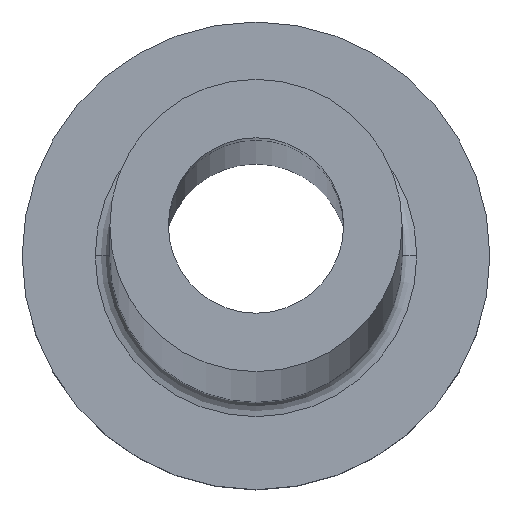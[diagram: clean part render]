
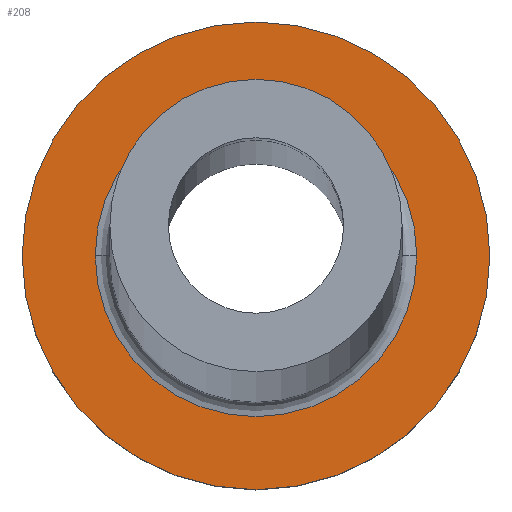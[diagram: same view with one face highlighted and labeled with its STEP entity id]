
A CAD part, top view. The second image highlights one B-rep face of the part: STEP entity #208.
In plain terms, the highlighted planar face has unit normal (0, 0, 1).
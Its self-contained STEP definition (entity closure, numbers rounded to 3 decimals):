
#6 = VERTEX_POINT ( 'NONE', #116 ) ;
#8 = ORIENTED_EDGE ( 'NONE', *, *, #35, .T. ) ;
#10 = CIRCLE ( 'NONE', #97, 8. ) ;
#25 = CIRCLE ( 'NONE', #146, 5.5 ) ;
#32 = CIRCLE ( 'NONE', #61, 5.5 ) ;
#33 = EDGE_LOOP ( 'NONE', ( #294, #263 ) ) ;
#35 = EDGE_CURVE ( 'NONE', #114, #390, #10, .T. ) ;
#52 = CARTESIAN_POINT ( 'NONE',  ( -8., 0., 5. ) ) ;
#54 = EDGE_CURVE ( 'NONE', #390, #114, #282, .T. ) ;
#61 = AXIS2_PLACEMENT_3D ( 'NONE', #381, #65, #349 ) ;
#65 = DIRECTION ( 'NONE',  ( 0., 0., -1. ) ) ;
#85 = CARTESIAN_POINT ( 'NONE',  ( 0., 0., 5. ) ) ;
#89 = AXIS2_PLACEMENT_3D ( 'NONE', #91, #409, #236 ) ;
#91 = CARTESIAN_POINT ( 'NONE',  ( 0., 0., 5. ) ) ;
#97 = AXIS2_PLACEMENT_3D ( 'NONE', #85, #362, #196 ) ;
#107 = DIRECTION ( 'NONE',  ( 0., 0., 1. ) ) ;
#114 = VERTEX_POINT ( 'NONE', #52 ) ;
#116 = CARTESIAN_POINT ( 'NONE',  ( -5.5, 0., 5. ) ) ;
#130 = FACE_OUTER_BOUND ( 'NONE', #288, .T. ) ;
#139 = CARTESIAN_POINT ( 'NONE',  ( 8., 0., 5. ) ) ;
#141 = ORIENTED_EDGE ( 'NONE', *, *, #54, .T. ) ;
#143 = VERTEX_POINT ( 'NONE', #245 ) ;
#146 = AXIS2_PLACEMENT_3D ( 'NONE', #315, #175, #346 ) ;
#175 = DIRECTION ( 'NONE',  ( 0., 0., -1. ) ) ;
#196 = DIRECTION ( 'NONE',  ( 1., 0., 0. ) ) ;
#208 = ADVANCED_FACE ( 'NONE', ( #444, #130 ), #307, .T. ) ;
#236 = DIRECTION ( 'NONE',  ( 1., 0., 0. ) ) ;
#245 = CARTESIAN_POINT ( 'NONE',  ( 5.5, 0., 5. ) ) ;
#263 = ORIENTED_EDGE ( 'NONE', *, *, #383, .T. ) ;
#282 = CIRCLE ( 'NONE', #89, 8. ) ;
#287 = CARTESIAN_POINT ( 'NONE',  ( 0., 0., 5. ) ) ;
#288 = EDGE_LOOP ( 'NONE', ( #8, #141 ) ) ;
#294 = ORIENTED_EDGE ( 'NONE', *, *, #336, .T. ) ;
#307 = PLANE ( 'NONE',  #388 ) ;
#315 = CARTESIAN_POINT ( 'NONE',  ( 0., 0., 5. ) ) ;
#336 = EDGE_CURVE ( 'NONE', #143, #6, #25, .T. ) ;
#346 = DIRECTION ( 'NONE',  ( 1., 0., 0. ) ) ;
#349 = DIRECTION ( 'NONE',  ( 1., 0., 0. ) ) ;
#362 = DIRECTION ( 'NONE',  ( 0., 0., 1. ) ) ;
#381 = CARTESIAN_POINT ( 'NONE',  ( 0., 0., 5. ) ) ;
#383 = EDGE_CURVE ( 'NONE', #6, #143, #32, .T. ) ;
#386 = DIRECTION ( 'NONE',  ( 1., 0., 0. ) ) ;
#388 = AXIS2_PLACEMENT_3D ( 'NONE', #287, #107, #386 ) ;
#390 = VERTEX_POINT ( 'NONE', #139 ) ;
#409 = DIRECTION ( 'NONE',  ( 0., 0., 1. ) ) ;
#444 = FACE_BOUND ( 'NONE', #33, .T. ) ;
